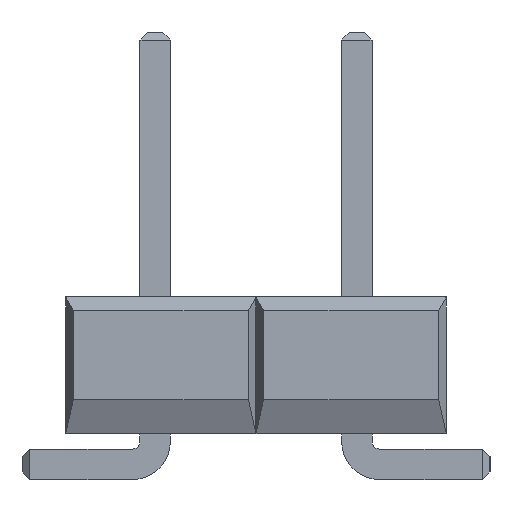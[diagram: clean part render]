
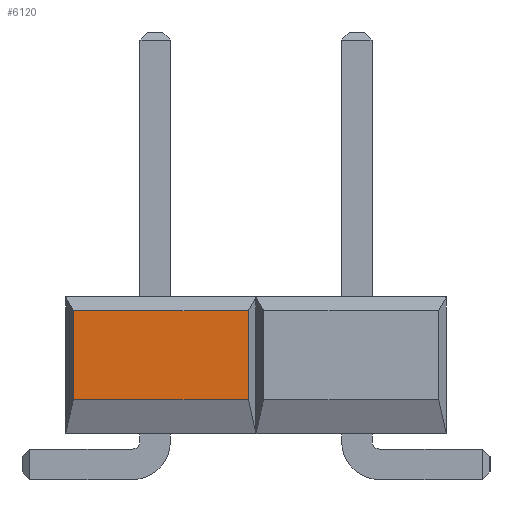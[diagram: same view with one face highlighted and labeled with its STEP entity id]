
A CAD part, left-side view. The second image highlights one B-rep face of the part: STEP entity #6120.
In plain terms, the highlighted planar face has unit normal (-1, 0, 0).
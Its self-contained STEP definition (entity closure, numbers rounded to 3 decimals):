
#5643=CARTESIAN_POINT('',(-6.35,0.102,2.256));
#5642=VERTEX_POINT('',#5643);
#5661=CARTESIAN_POINT('',(-6.35,2.438,2.256));
#5660=VERTEX_POINT('',#5661);
#5669=EDGE_CURVE('',#5642,#5660,#5674,.T.);
#5674=LINE('',#5643,#5676);
#5676=VECTOR('',#5677,2.337);
#5677=DIRECTION('',(0.0,1.0,0.0));
#5788=CARTESIAN_POINT('',(-6.35,2.438,1.067));
#5787=VERTEX_POINT('',#5788);
#5796=EDGE_CURVE('',#5660,#5787,#5801,.T.);
#5801=LINE('',#5661,#5803);
#5803=VECTOR('',#5804,1.189);
#5804=DIRECTION('',(0.0,0.0,-1.0));
#5839=CARTESIAN_POINT('',(-6.35,0.102,1.067));
#5838=VERTEX_POINT('',#5839);
#5865=EDGE_CURVE('',#5838,#5642,#5870,.T.);
#5870=LINE('',#5839,#5872);
#5872=VECTOR('',#5873,1.189);
#5873=DIRECTION('',(0.0,0.0,1.0));
#6100=EDGE_CURVE('',#5787,#5838,#6105,.T.);
#6105=LINE('',#5788,#6107);
#6107=VECTOR('',#6108,2.337);
#6108=DIRECTION('',(0.0,-1.0,0.0));
#6120=ADVANCED_FACE('',(#6126),#6121,.T.);
#6121=PLANE('',#6122);
#6122=AXIS2_PLACEMENT_3D('',#6123,#6124,#6125);
#6123=CARTESIAN_POINT('',(-6.35,2.438,1.067));
#6124=DIRECTION('',(-1.0,0.0,0.0));
#6125=DIRECTION('',(0.,0.,1.));
#6126=FACE_OUTER_BOUND('',#6127,.T.);
#6127=EDGE_LOOP('',(#6128,#6138,#6148,#6158));
#6128=ORIENTED_EDGE('',*,*,#6100,.T.);
#6138=ORIENTED_EDGE('',*,*,#5865,.T.);
#6148=ORIENTED_EDGE('',*,*,#5669,.T.);
#6158=ORIENTED_EDGE('',*,*,#5796,.T.);
